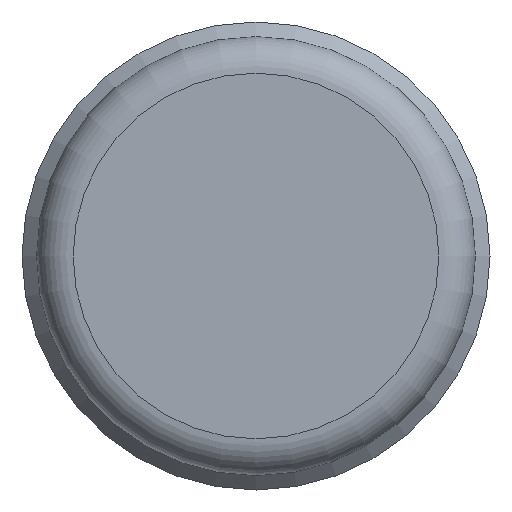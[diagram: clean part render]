
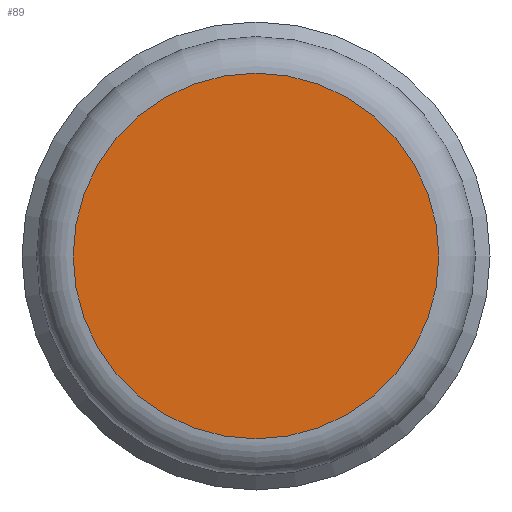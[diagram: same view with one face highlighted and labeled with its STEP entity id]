
A CAD part, front view. The second image highlights one B-rep face of the part: STEP entity #89.
In plain terms, the highlighted planar face has unit normal (0, -1, 0).
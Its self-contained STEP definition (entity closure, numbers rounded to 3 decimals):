
#89 = ADVANCED_FACE( '', ( #202 ), #203, .F. );
#202 = FACE_OUTER_BOUND( '', #338, .T. );
#203 = PLANE( '', #339 );
#338 = EDGE_LOOP( '', ( #522 ) );
#339 = AXIS2_PLACEMENT_3D( '', #523, #524, #525 );
#522 = ORIENTED_EDGE( '', *, *, #737, .T. );
#523 = CARTESIAN_POINT( '', ( 12.5, -3., 0. ) );
#524 = DIRECTION( '', ( 0., 1., 0. ) );
#525 = DIRECTION( '', ( 0., 0., 1. ) );
#737 = EDGE_CURVE( '', #865, #865, #866, .T. );
#865 = VERTEX_POINT( '', #1091 );
#866 = CIRCLE( '', #1092, 12.5 );
#1091 = CARTESIAN_POINT( '', ( 0., -3., -12.5 ) );
#1092 = AXIS2_PLACEMENT_3D( '', #1249, #1250, #1251 );
#1249 = CARTESIAN_POINT( '', ( 0., -3., 0. ) );
#1250 = DIRECTION( '', ( 0., -1., 0. ) );
#1251 = DIRECTION( '', ( 0., 0., -1. ) );
